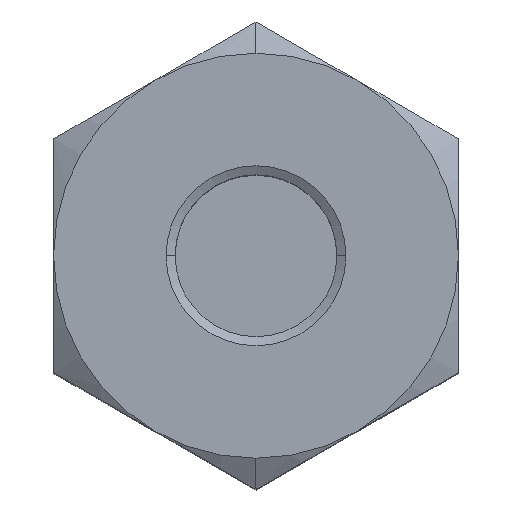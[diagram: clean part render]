
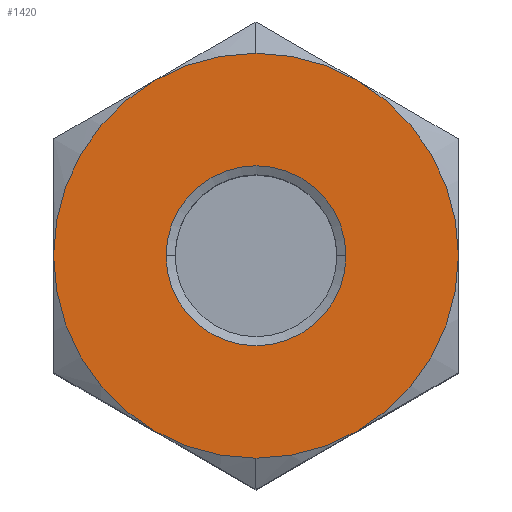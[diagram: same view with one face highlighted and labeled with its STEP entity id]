
A CAD part, top view. The second image highlights one B-rep face of the part: STEP entity #1420.
In plain terms, the highlighted planar face has unit normal (0, 0, 1).
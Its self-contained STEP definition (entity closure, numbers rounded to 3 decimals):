
#564=VERTEX_POINT('',#1523);
#658=EDGE_CURVE('',#1140,#722,#1624,.T.);
#722=VERTEX_POINT('',#1693);
#736=VERTEX_POINT('',#1707);
#774=EDGE_CURVE('',#564,#850,#1749,.T.);
#778=VERTEX_POINT('',#1753);
#824=EDGE_CURVE('',#850,#736,#1804,.T.);
#850=VERTEX_POINT('',#1833);
#898=EDGE_CURVE('',#722,#1268,#1886,.T.);
#1064=EDGE_CURVE('',#1306,#1082,#2074,.T.);
#1082=VERTEX_POINT('',#2094);
#1140=VERTEX_POINT('',#2161);
#1178=EDGE_CURVE('',#1268,#778,#2204,.T.);
#1198=EDGE_CURVE('',#1082,#1306,#2227,.T.);
#1268=VERTEX_POINT('',#2303);
#1306=VERTEX_POINT('',#2348);
#1332=EDGE_CURVE('',#736,#1140,#2378,.T.);
#1340=EDGE_CURVE('',#778,#1364,#2387,.T.);
#1364=VERTEX_POINT('',#2413);
#1396=EDGE_CURVE('',#1364,#564,#2448,.T.);
#1420=ADVANCED_FACE('',(#2477,#2478),#2479,.T.);
#1523=CARTESIAN_POINT('',(18.0,0.,0.));
#1624=CIRCLE('',#2879,18.0);
#1693=CARTESIAN_POINT('',(-18.0,0.,0.));
#1707=CARTESIAN_POINT('',(0.,-18.0,0.));
#1749=CIRCLE('',#3106,18.0);
#1753=CARTESIAN_POINT('',(0.,18.0,0.));
#1804=CIRCLE('',#3201,18.0);
#1833=CARTESIAN_POINT('',(9.,-15.588,0.));
#1886=CIRCLE('',#3336,18.0);
#2074=CIRCLE('',#3703,8.);
#2094=CARTESIAN_POINT('',(8.,0.,0.));
#2161=CARTESIAN_POINT('',(-9.,-15.588,0.));
#2204=CIRCLE('',#3948,18.0);
#2227=CIRCLE('',#3989,8.);
#2303=CARTESIAN_POINT('',(-9.,15.588,0.));
#2348=CARTESIAN_POINT('',(-8.,0.,0.));
#2378=CIRCLE('',#4293,18.0);
#2387=CIRCLE('',#4313,18.0);
#2413=CARTESIAN_POINT('',(9.,15.588,0.));
#2448=CIRCLE('',#4436,18.0);
#2477=FACE_BOUND('',#4478,.T.);
#2478=FACE_OUTER_BOUND('',#4479,.T.);
#2479=PLANE('',#4480);
#2879=AXIS2_PLACEMENT_3D('',#4655,#4656,#4657);
#3106=AXIS2_PLACEMENT_3D('',#4787,#4788,#4789);
#3201=AXIS2_PLACEMENT_3D('',#4845,#4846,#4847);
#3336=AXIS2_PLACEMENT_3D('',#4945,#4946,#4947);
#3703=AXIS2_PLACEMENT_3D('',#5177,#5178,#5179);
#3948=AXIS2_PLACEMENT_3D('',#5335,#5336,#5337);
#3989=AXIS2_PLACEMENT_3D('',#5368,#5369,#5370);
#4293=AXIS2_PLACEMENT_3D('',#5543,#5544,#5545);
#4313=AXIS2_PLACEMENT_3D('',#5553,#5554,#5555);
#4436=AXIS2_PLACEMENT_3D('',#5613,#5614,#5615);
#4478=EDGE_LOOP('',(#5661,#5662));
#4479=EDGE_LOOP('',(#5663,#5664,#5665,#5666,#5667,#5668,#5669,#5670));
#4480=AXIS2_PLACEMENT_3D('',#5671,#5672,#5673);
#4655=CARTESIAN_POINT('',(0.,0.,0.));
#4656=DIRECTION('',(0.,0.,-1.0));
#4657=DIRECTION('',(0.,1.0,0.));
#4787=CARTESIAN_POINT('',(0.,0.,0.));
#4788=DIRECTION('',(0.,0.,-1.0));
#4789=DIRECTION('',(0.,1.0,0.));
#4845=CARTESIAN_POINT('',(0.,0.,0.));
#4846=DIRECTION('',(0.,0.,-1.0));
#4847=DIRECTION('',(0.,1.0,0.));
#4945=CARTESIAN_POINT('',(0.,0.,0.));
#4946=DIRECTION('',(0.,0.,-1.0));
#4947=DIRECTION('',(0.,1.0,0.));
#5177=CARTESIAN_POINT('',(0.,0.,0.));
#5178=DIRECTION('',(0.,0.,-1.0));
#5179=DIRECTION('',(-1.0,0.,0.));
#5335=CARTESIAN_POINT('',(0.,0.,0.));
#5336=DIRECTION('',(0.,0.,-1.0));
#5337=DIRECTION('',(0.,1.0,0.));
#5368=CARTESIAN_POINT('',(0.,0.,0.));
#5369=DIRECTION('',(0.,0.,-1.0));
#5370=DIRECTION('',(-1.0,0.,0.));
#5543=CARTESIAN_POINT('',(0.,0.,0.));
#5544=DIRECTION('',(0.,0.,-1.0));
#5545=DIRECTION('',(0.,1.0,0.));
#5553=CARTESIAN_POINT('',(0.,0.,0.));
#5554=DIRECTION('',(0.,0.,-1.0));
#5555=DIRECTION('',(0.,1.0,0.));
#5613=CARTESIAN_POINT('',(0.,0.,0.));
#5614=DIRECTION('',(0.,0.,-1.0));
#5615=DIRECTION('',(0.,1.0,0.));
#5661=ORIENTED_EDGE('',*,*,#1064,.T.);
#5662=ORIENTED_EDGE('',*,*,#1198,.T.);
#5663=ORIENTED_EDGE('',*,*,#1178,.F.);
#5664=ORIENTED_EDGE('',*,*,#898,.F.);
#5665=ORIENTED_EDGE('',*,*,#658,.F.);
#5666=ORIENTED_EDGE('',*,*,#1332,.F.);
#5667=ORIENTED_EDGE('',*,*,#824,.F.);
#5668=ORIENTED_EDGE('',*,*,#774,.F.);
#5669=ORIENTED_EDGE('',*,*,#1396,.F.);
#5670=ORIENTED_EDGE('',*,*,#1340,.F.);
#5671=CARTESIAN_POINT('',(0.,12.595,0.));
#5672=DIRECTION('',(0.,0.,1.0));
#5673=DIRECTION('',(0.,1.0,0.));
